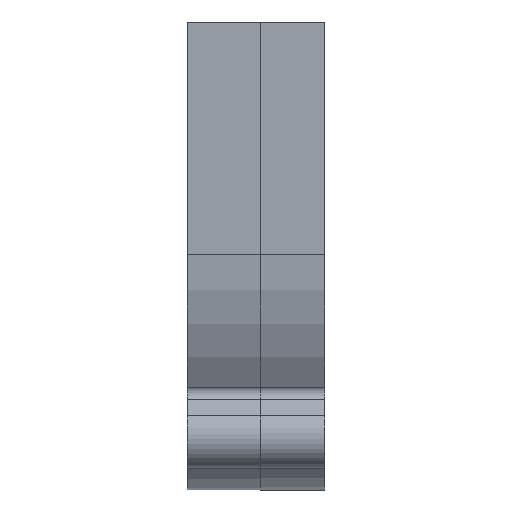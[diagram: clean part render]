
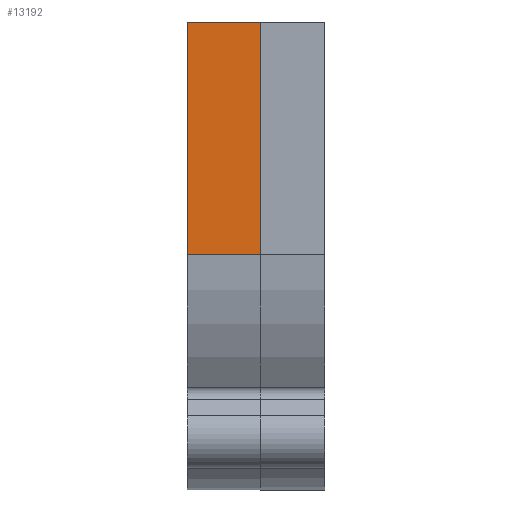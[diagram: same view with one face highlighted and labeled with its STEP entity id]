
A CAD part, left-side view. The second image highlights one B-rep face of the part: STEP entity #13192.
In plain terms, the highlighted planar face has unit normal (-1, 0, 0).
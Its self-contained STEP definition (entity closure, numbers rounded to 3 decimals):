
#591 = EDGE_CURVE ( 'NONE', #3123, #11000, #2901, .T. ) ;
#834 = CARTESIAN_POINT ( 'NONE',  ( -27.5, 0., 25.4 ) ) ;
#1033 = VECTOR ( 'NONE', #13296, 1000. ) ;
#1450 = VERTEX_POINT ( 'NONE', #6016 ) ;
#2481 = CARTESIAN_POINT ( 'NONE',  ( -27.5, 0., 0. ) ) ;
#2791 = EDGE_CURVE ( 'NONE', #1450, #3123, #7070, .T. ) ;
#2822 = AXIS2_PLACEMENT_3D ( 'NONE', #6999, #11175, #8276 ) ;
#2901 = LINE ( 'NONE', #7080, #7141 ) ;
#3101 = ORIENTED_EDGE ( 'NONE', *, *, #591, .T. ) ;
#3123 = VERTEX_POINT ( 'NONE', #3880 ) ;
#3880 = CARTESIAN_POINT ( 'NONE',  ( -27.5, -8., 25.4 ) ) ;
#4430 = ORIENTED_EDGE ( 'NONE', *, *, #11289, .F. ) ;
#5125 = LINE ( 'NONE', #12516, #7713 ) ;
#5654 = CARTESIAN_POINT ( 'NONE',  ( -27.5, 0., 25.4 ) ) ;
#6016 = CARTESIAN_POINT ( 'NONE',  ( -27.5, -8., 0. ) ) ;
#6032 = LINE ( 'NONE', #834, #9913 ) ;
#6999 = CARTESIAN_POINT ( 'NONE',  ( -27.5, -8., 25.4 ) ) ;
#7070 = LINE ( 'NONE', #10615, #1033 ) ;
#7080 = CARTESIAN_POINT ( 'NONE',  ( -27.5, -8., 25.4 ) ) ;
#7118 = DIRECTION ( 'NONE',  ( 0., 1., 0. ) ) ;
#7141 = VECTOR ( 'NONE', #11260, 1000. ) ;
#7713 = VECTOR ( 'NONE', #7118, 1000. ) ;
#8155 = DIRECTION ( 'NONE',  ( 0., 0., 1. ) ) ;
#8276 = DIRECTION ( 'NONE',  ( 0., 0., 1. ) ) ;
#9061 = ORIENTED_EDGE ( 'NONE', *, *, #2791, .T. ) ;
#9076 = FACE_OUTER_BOUND ( 'NONE', #10136, .T. ) ;
#9333 = PLANE ( 'NONE',  #2822 ) ;
#9695 = ORIENTED_EDGE ( 'NONE', *, *, #11920, .F. ) ;
#9913 = VECTOR ( 'NONE', #8155, 1000. ) ;
#10136 = EDGE_LOOP ( 'NONE', ( #4430, #9695, #9061, #3101 ) ) ;
#10615 = CARTESIAN_POINT ( 'NONE',  ( -27.5, -8., 25.4 ) ) ;
#11000 = VERTEX_POINT ( 'NONE', #5654 ) ;
#11175 = DIRECTION ( 'NONE',  ( -1., 0., 0. ) ) ;
#11227 = VERTEX_POINT ( 'NONE', #2481 ) ;
#11260 = DIRECTION ( 'NONE',  ( 0., 1., 0. ) ) ;
#11289 = EDGE_CURVE ( 'NONE', #11227, #11000, #6032, .T. ) ;
#11920 = EDGE_CURVE ( 'NONE', #1450, #11227, #5125, .T. ) ;
#12516 = CARTESIAN_POINT ( 'NONE',  ( -27.5, -8., 0. ) ) ;
#13192 = ADVANCED_FACE ( 'NONE', ( #9076 ), #9333, .T. ) ;
#13296 = DIRECTION ( 'NONE',  ( 0., 0., 1. ) ) ;
